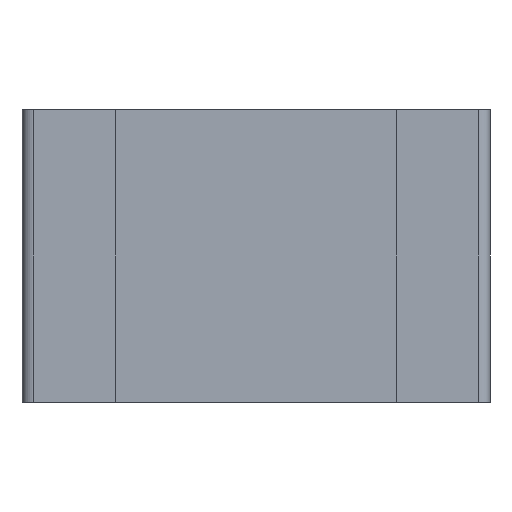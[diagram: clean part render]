
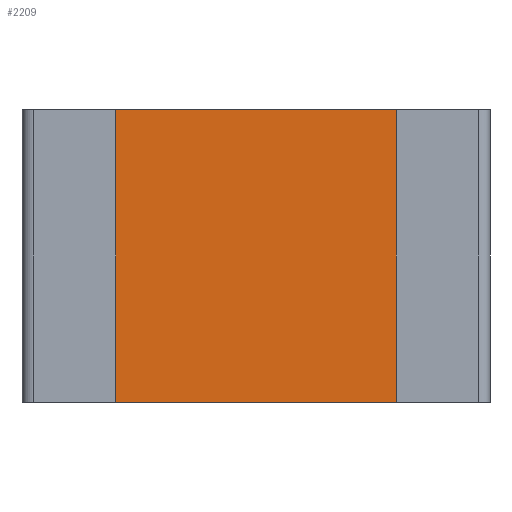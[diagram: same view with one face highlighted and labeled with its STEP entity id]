
A CAD part, front view. The second image highlights one B-rep face of the part: STEP entity #2209.
In plain terms, the highlighted planar face has unit normal (0, -1, 0).
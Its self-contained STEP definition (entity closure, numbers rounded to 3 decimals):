
#3 = EDGE_CURVE ( 'NONE', #1362, #1554, #2307, .T. ) ;
#7 = AXIS2_PLACEMENT_3D ( 'NONE', #488, #1841, #1578 ) ;
#172 = EDGE_CURVE ( 'NONE', #1554, #904, #2803, .T. ) ;
#281 = LINE ( 'NONE', #2638, #2585 ) ;
#414 = CARTESIAN_POINT ( 'NONE',  ( 0.95, 0.05, -0.625 ) ) ;
#488 = CARTESIAN_POINT ( 'NONE',  ( 0., 0.05, 0. ) ) ;
#514 = CARTESIAN_POINT ( 'NONE',  ( -0.95, 0.05, -0.625 ) ) ;
#557 = EDGE_LOOP ( 'NONE', ( #2663, #1535, #2651, #2192 ) ) ;
#731 = VERTEX_POINT ( 'NONE', #2700 ) ;
#742 = PLANE ( 'NONE',  #7 ) ;
#881 = DIRECTION ( 'NONE',  ( -1., 0., 0. ) ) ;
#904 = VERTEX_POINT ( 'NONE', #414 ) ;
#905 = EDGE_CURVE ( 'NONE', #731, #1362, #2821, .T. ) ;
#934 = EDGE_CURVE ( 'NONE', #904, #731, #281, .T. ) ;
#1175 = CARTESIAN_POINT ( 'NONE',  ( 0.95, 0.05, 0.625 ) ) ;
#1362 = VERTEX_POINT ( 'NONE', #2507 ) ;
#1382 = VECTOR ( 'NONE', #2423, 1000. ) ;
#1535 = ORIENTED_EDGE ( 'NONE', *, *, #934, .F. ) ;
#1554 = VERTEX_POINT ( 'NONE', #1175 ) ;
#1578 = DIRECTION ( 'NONE',  ( 0., 0., 1. ) ) ;
#1645 = FACE_OUTER_BOUND ( 'NONE', #557, .T. ) ;
#1841 = DIRECTION ( 'NONE',  ( 0., 1., 0. ) ) ;
#1956 = VECTOR ( 'NONE', #2722, 1000. ) ;
#2098 = CARTESIAN_POINT ( 'NONE',  ( -0.95, 0.05, 0.625 ) ) ;
#2192 = ORIENTED_EDGE ( 'NONE', *, *, #3, .F. ) ;
#2209 = ADVANCED_FACE ( 'NONE', ( #1645 ), #742, .F. ) ;
#2307 = LINE ( 'NONE', #2098, #1956 ) ;
#2352 = CARTESIAN_POINT ( 'NONE',  ( 0.95, 0.05, -0.625 ) ) ;
#2423 = DIRECTION ( 'NONE',  ( 0., 0., 1. ) ) ;
#2494 = VECTOR ( 'NONE', #2618, 1000. ) ;
#2507 = CARTESIAN_POINT ( 'NONE',  ( -0.95, 0.05, 0.625 ) ) ;
#2585 = VECTOR ( 'NONE', #881, 1000. ) ;
#2618 = DIRECTION ( 'NONE',  ( 0., 0., -1. ) ) ;
#2638 = CARTESIAN_POINT ( 'NONE',  ( -0.95, 0.05, -0.625 ) ) ;
#2651 = ORIENTED_EDGE ( 'NONE', *, *, #172, .F. ) ;
#2663 = ORIENTED_EDGE ( 'NONE', *, *, #905, .F. ) ;
#2700 = CARTESIAN_POINT ( 'NONE',  ( -0.95, 0.05, -0.625 ) ) ;
#2722 = DIRECTION ( 'NONE',  ( 1., 0., 0. ) ) ;
#2803 = LINE ( 'NONE', #2352, #2494 ) ;
#2821 = LINE ( 'NONE', #514, #1382 ) ;
